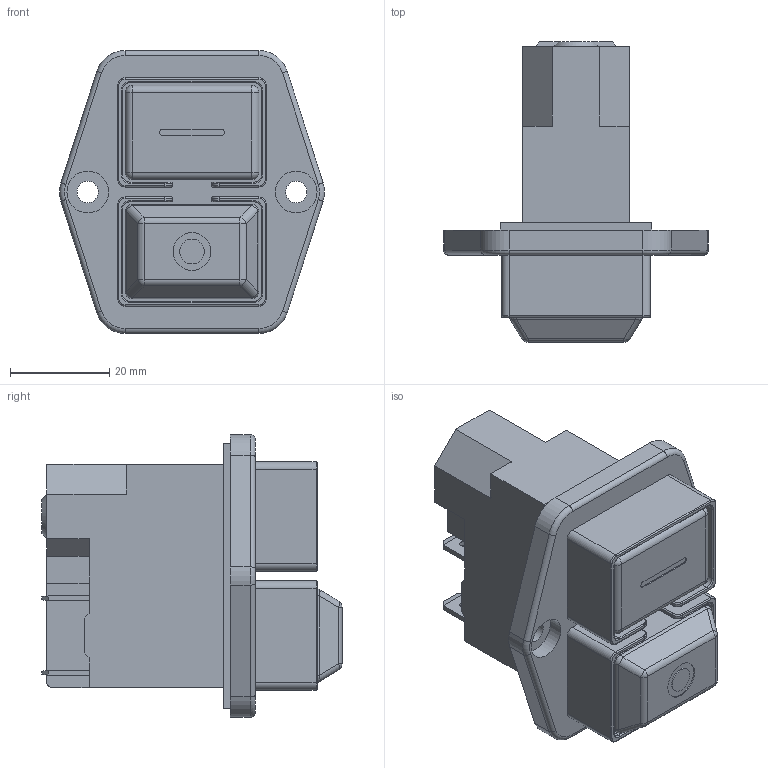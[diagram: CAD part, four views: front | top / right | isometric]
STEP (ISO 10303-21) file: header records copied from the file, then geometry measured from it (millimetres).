
FILE_DESCRIPTION(/* description */ (''),/* implementation_level */ '2;1');
FILE_NAME(/* name */ 'No volt return switch.step',/* time_stamp */ '2020-04-14T17:08:23+01:00',/* author */ (''),/* organization */ (''),/* preprocessor_version */ 'ST-DEVELOPER v18.1',/* originating_system */ 'Autodesk Translation Framework v9.2.0.1227',/* authorisation */ '');
FILE_SCHEMA (('AUTOMOTIVE_DESIGN { 1 0 10303 214 3 1 1 }'));
Length unit declared in the file: millimetre
Products named in the file (1): No volt return switch
Bounding box: 53.4 x 60.5 x 57 mm (x, y, z)
Volume: 61708.6 mm3; surface area: 27982 mm2
Topology: 9 solids, 9 shells, 322 faces, 742 edges, 448 vertices
Faces by surface type: plane 164, cylinder 107, torus 30, sphere 20, cone 1
Full cylindrical faces by diameter (mm): 1.75 x4, 4.3 x2, 5 x1, 7.6 x1, 8.4 x2
Entity records: 9076 total; most frequent: DIRECTION 1634, CARTESIAN_POINT 1513, ORIENTED_EDGE 1484, EDGE_CURVE 742, AXIS2_PLACEMENT_3D 569, LINE 496, VECTOR 496, VERTEX_POINT 448
